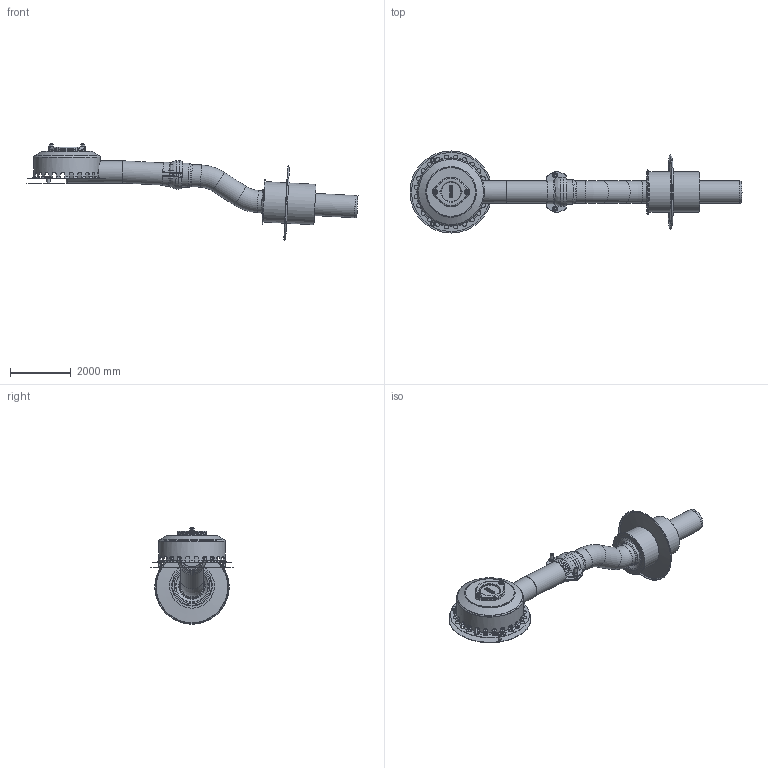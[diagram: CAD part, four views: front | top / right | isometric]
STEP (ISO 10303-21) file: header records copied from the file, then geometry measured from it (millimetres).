
FILE_DESCRIPTION(/* description */ (''),/* implementation_level */ '2;1');
FILE_NAME(/* name */ '19523.070X_3D.stp',/* time_stamp */ '2024-12-12T07:54:39+01:00',/* author */ ('CAD'),/* organization */ (''),/* preprocessor_version */ 'ST-DEVELOPER v20',/* originating_system */ 'AutoCAD Mechanical',/* authorisation */ '');
FILE_SCHEMA (('AUTOMOTIVE_DESIGN { 1 0 10303 214 3 1 1 }'));
Length unit declared in the file: centimetre
Products named in the file (2): Product; *S0
Assembly tree (1 placements, depth 2):
  Product
    *S0
Bounding box: 10922.41 x 2700 x 3171.49 mm (x, y, z)
Volume: 2315030989.3 mm3; surface area: 125209580 mm2
Topology: 28 solids, 28 shells, 2212 faces, 6379 edges, 4179 vertices
Faces by surface type: plane 1703, cylinder 194, torus 139, cone 138, bspline 32, sphere 6
Full cylindrical faces by diameter (mm): 66.47 x2, 80 x5, 100 x8, 130 x4, 698 x4, 700 x2, 706 x2, 729.999 x1, 730 x9, 731.5 x1, 760 x2, 792 x3, 810 x4, 842 x3, 920 x1, 1280 x2, 1330 x1, 1470 x1, 2180 x1, 2200 x1, 2700 x1
Entity records: 79525 total; most frequent: CARTESIAN_POINT 20136, ORIENTED_EDGE 12734, DIRECTION 11153, EDGE_CURVE 6367, LINE 4997, VECTOR 4997, VERTEX_POINT 4175, AXIS2_PLACEMENT_3D 3078
